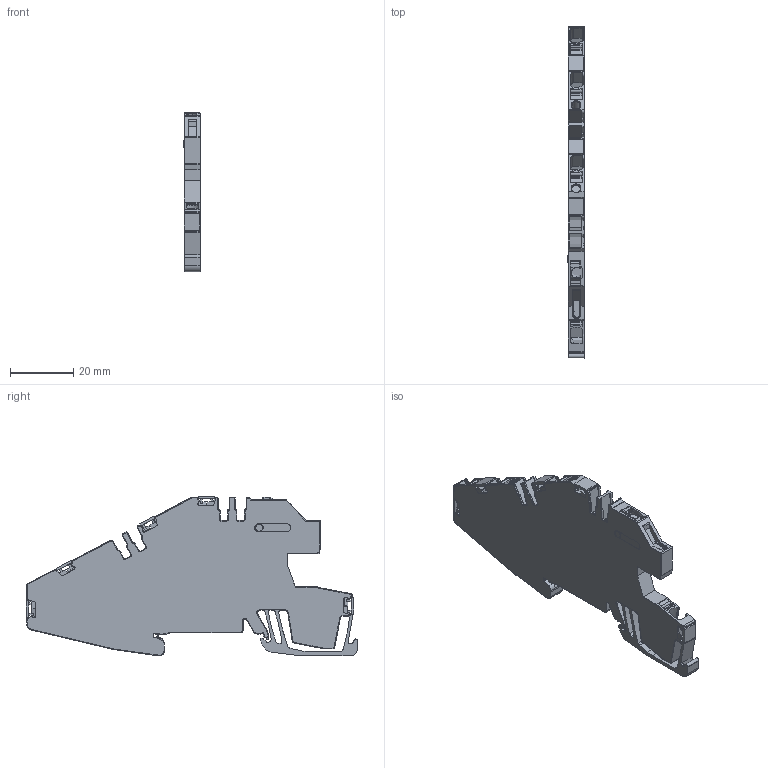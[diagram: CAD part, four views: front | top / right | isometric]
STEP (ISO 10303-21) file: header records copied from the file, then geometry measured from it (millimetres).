
FILE_DESCRIPTION(('CATIA V5 STEP Exchange','CAx-IF Rec.Pracs.--- Model Styling and Organization---1.5--- 2016-08-15','CAx-IF Rec.Pracs.---Supplemental Geometry---1.0---2011-11-01','CAx-IF Rec.Pracs.--- Composite Materials ---1.1---2010-07-15'),'2;1');
FILE_NAME ('1307400-1_1', '2025-09-19T12:24:52+00:00', ('none'), ('Weidmueller'), 'CATIA Version 5-6 Release 2024 SP4', 'CATIA V5 STEP AP214 v3', 'none');
FILE_SCHEMA(('AUTOMOTIVE_DESIGN { 1 0 10303 214 1 1 1 1 }'));
Length unit declared in the file: millimetre
Products named in the file (1): 2782610000_S
Bounding box: 5.15 x 104.88 x 50.51 mm (x, y, z)
Volume: 15665.9 mm3; surface area: 11523.8 mm2
Topology: 15 solids, 17 shells, 1320 faces, 3765 edges, 2496 vertices
Faces by surface type: plane 707, cylinder 528, extrusion 29, bspline 22, torus 21, cone 13
Entity records: 43558 total; most frequent: CARTESIAN_POINT 10538, ORIENTED_EDGE 7530, DIRECTION 5628, EDGE_CURVE 3765, VECTOR 2513, VERTEX_POINT 2496, LINE 2484, AXIS2_PLACEMENT_3D 2025
